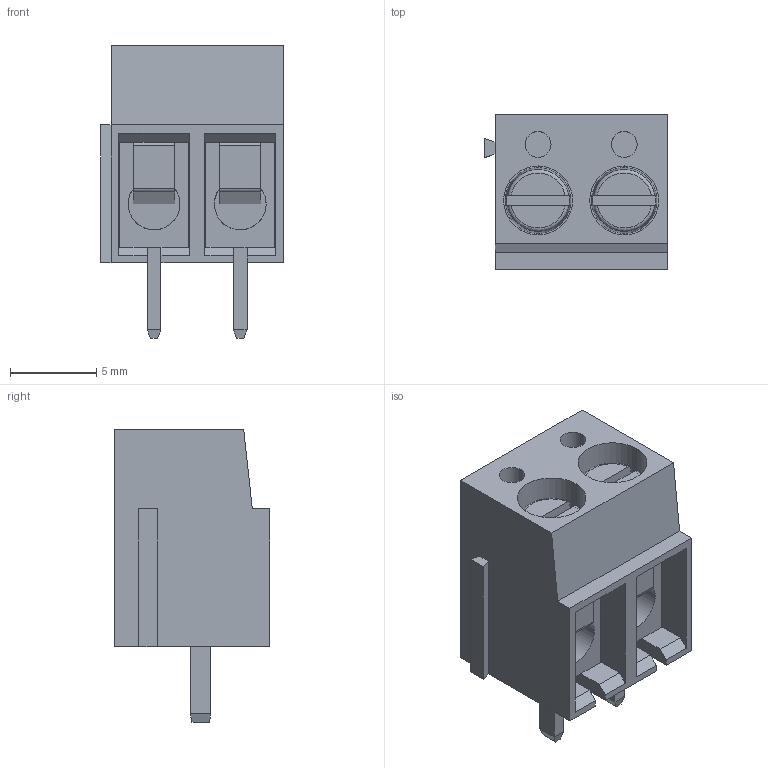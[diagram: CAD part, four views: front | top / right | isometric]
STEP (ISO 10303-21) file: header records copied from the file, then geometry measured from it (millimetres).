
FILE_DESCRIPTION (( 'STEP AP214' ), '1' );
FILE_NAME ('User Library-DG300-5.0-02P-14.STEP', '2020-05-31T09:49:29', ( '' ), ( '' ), 'SwSTEP 2.0', 'SolidWorks 2019', '' );
FILE_SCHEMA (( 'AUTOMOTIVE_DESIGN' ));
Length unit declared in the file: millimetre
Products named in the file (1): User Library-DG300-5.0-02P-14
Bounding box: 10.6 x 9 x 17 mm (x, y, z)
Surface area: 1596.3 mm2 (no closed solid volume)
Topology: 0 solids, 35 shells, 291 faces, 722 edges, 472 vertices
Faces by surface type: bspline 131, plane 122, cylinder 34, cone 4
Entity records: 17091 total; most frequent: CARTESIAN_POINT 10552, ORIENTED_EDGE 1334, DIRECTION 785, EDGE_CURVE 714, VERTEX_POINT 468, VECTOR 357, LINE 357, EDGE_LOOP 311
